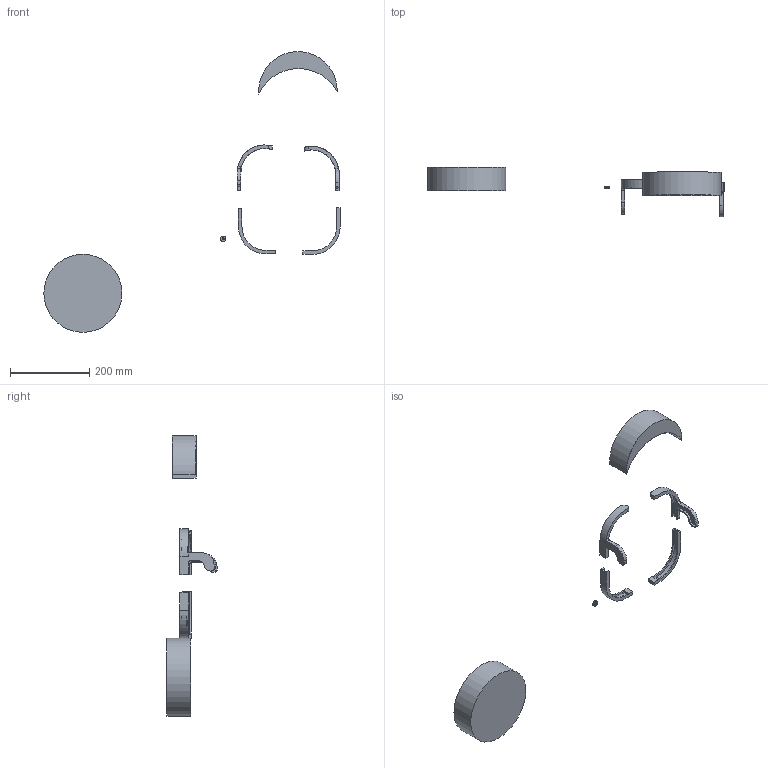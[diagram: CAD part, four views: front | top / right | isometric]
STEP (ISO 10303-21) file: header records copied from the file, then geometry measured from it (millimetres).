
FILE_DESCRIPTION(/* description */ (''),/* implementation_level */ '2;1');
FILE_NAME(/* name */ 'All-peices.step',/* time_stamp */ '2017-11-29T10:27:58-08:00',/* author */ (''),/* organization */ (''),/* preprocessor_version */ 'ST-DEVELOPER v16.13',/* originating_system */ 'Autodesk Translation Framework v6.5.0.72',/* authorisation */ '');
FILE_SCHEMA (('AUTOMOTIVE_DESIGN { 1 0 10303 214 3 1 1 }'));
Length unit declared in the file: millimetre
Products named in the file (2): headset_amir; Component1
Assembly tree (1 placements, depth 2):
  headset_amir
    Component1
Bounding box: 747.59 x 126.21 x 708.01 mm (x, y, z)
Volume: 1994472.3 mm3; surface area: 241417.1 mm2
Topology: 8 solids, 8 shells, 188 faces, 504 edges, 335 vertices
Faces by surface type: plane 115, cylinder 67, cone 4, torus 2
Full cylindrical faces by diameter (mm): 197 x1
Entity records: 6264 total; most frequent: CARTESIAN_POINT 1448, ORIENTED_EDGE 1008, DIRECTION 979, EDGE_CURVE 504, VERTEX_POINT 335, AXIS2_PLACEMENT_3D 330, LINE 319, VECTOR 319
